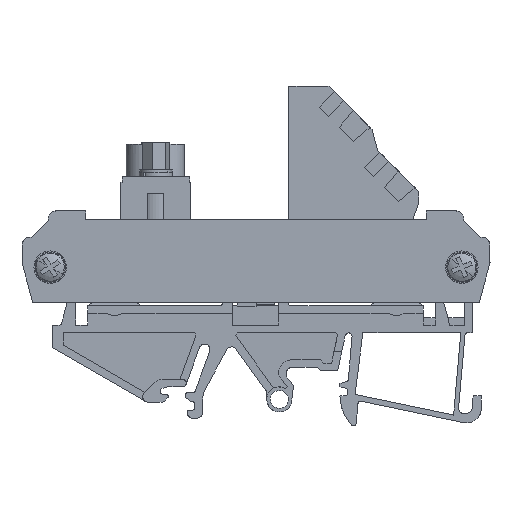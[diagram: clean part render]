
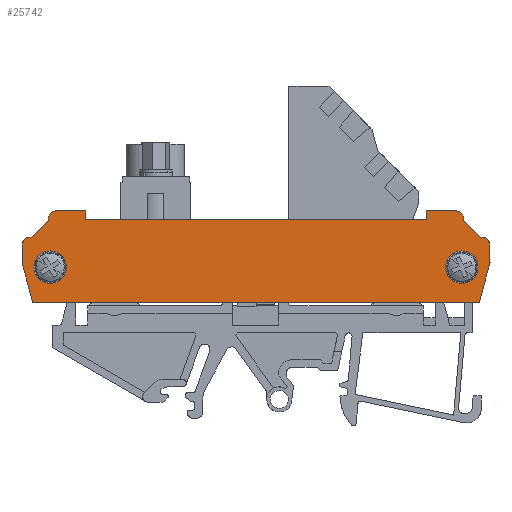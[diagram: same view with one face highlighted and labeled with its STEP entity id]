
A CAD part, left-side view. The second image highlights one B-rep face of the part: STEP entity #25742.
In plain terms, the highlighted planar face has unit normal (-1, 0, 0).
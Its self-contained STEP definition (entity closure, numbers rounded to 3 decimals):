
#585=AXIS2_PLACEMENT_3D('Circle Axis2P3D',#583,#584,$) ;
#626=AXIS2_PLACEMENT_3D('Circle Axis2P3D',#624,#625,$) ;
#25282=AXIS2_PLACEMENT_3D('Circle Axis2P3D',#25280,#25281,$) ;
#25300=AXIS2_PLACEMENT_3D('Circle Axis2P3D',#25298,#25299,$) ;
#25458=AXIS2_PLACEMENT_3D('Circle Axis2P3D',#25456,#25457,$) ;
#25501=AXIS2_PLACEMENT_3D('Circle Axis2P3D',#25499,#25500,$) ;
#25655=AXIS2_PLACEMENT_3D('Circle Axis2P3D',#25653,#25654,$) ;
#25698=AXIS2_PLACEMENT_3D('Circle Axis2P3D',#25696,#25697,$) ;
#25712=AXIS2_PLACEMENT_3D('Plane Axis2P3D',#25709,#25710,#25711) ;
#580=CARTESIAN_POINT('Vertex',(0.,8.2,29.252)) ;
#583=CARTESIAN_POINT('Axis2P3D Location',(0.,5.2,29.252)) ;
#587=CARTESIAN_POINT('Vertex',(0.,2.2,29.252)) ;
#621=CARTESIAN_POINT('Vertex',(0.,84.2,29.252)) ;
#624=CARTESIAN_POINT('Axis2P3D Location',(0.,81.2,29.252)) ;
#628=CARTESIAN_POINT('Vertex',(0.,78.2,29.252)) ;
#25104=CARTESIAN_POINT('Vertex',(0.,81.53,38.152)) ;
#25111=CARTESIAN_POINT('Vertex',(0.,81.53,37.922)) ;
#25114=CARTESIAN_POINT('Line Origine',(0.,81.53,38.037)) ;
#25252=CARTESIAN_POINT('Vertex',(0.,4.87,37.922)) ;
#25259=CARTESIAN_POINT('Vertex',(0.,4.87,38.152)) ;
#25262=CARTESIAN_POINT('Line Origine',(0.,4.87,38.037)) ;
#25280=CARTESIAN_POINT('Axis2P3D Location',(0.,81.2,29.252)) ;
#25298=CARTESIAN_POINT('Axis2P3D Location',(0.,5.2,29.252)) ;
#25320=CARTESIAN_POINT('Vertex',(0.,0.,30.084)) ;
#25327=CARTESIAN_POINT('Vertex',(0.,0.,33.292)) ;
#25330=CARTESIAN_POINT('Line Origine',(0.,0.,31.688)) ;
#25352=CARTESIAN_POINT('Vertex',(0.,1.965,22.752)) ;
#25355=CARTESIAN_POINT('Line Origine',(0.,0.982,26.418)) ;
#25373=CARTESIAN_POINT('Line Origine',(0.,43.2,22.752)) ;
#25377=CARTESIAN_POINT('Vertex',(0.,84.435,22.752)) ;
#25410=CARTESIAN_POINT('Vertex',(0.,86.4,30.084)) ;
#25413=CARTESIAN_POINT('Line Origine',(0.,85.418,26.418)) ;
#25435=CARTESIAN_POINT('Vertex',(0.,86.4,33.292)) ;
#25438=CARTESIAN_POINT('Line Origine',(0.,86.4,31.688)) ;
#25456=CARTESIAN_POINT('Axis2P3D Location',(0.,84.9,33.292)) ;
#25460=CARTESIAN_POINT('Vertex',(0.,84.677,34.775)) ;
#25481=CARTESIAN_POINT('Line Origine',(0.,83.103,36.349)) ;
#25499=CARTESIAN_POINT('Axis2P3D Location',(0.,80.03,38.152)) ;
#25503=CARTESIAN_POINT('Vertex',(0.,80.03,39.652)) ;
#25524=CARTESIAN_POINT('Line Origine',(0.,77.315,39.652)) ;
#25528=CARTESIAN_POINT('Vertex',(0.,74.6,39.652)) ;
#25551=CARTESIAN_POINT('Line Origine',(0.,74.6,38.852)) ;
#25555=CARTESIAN_POINT('Vertex',(0.,74.6,38.052)) ;
#25576=CARTESIAN_POINT('Line Origine',(0.,43.2,38.052)) ;
#25580=CARTESIAN_POINT('Vertex',(0.,11.8,38.052)) ;
#25601=CARTESIAN_POINT('Line Origine',(0.,11.8,38.852)) ;
#25605=CARTESIAN_POINT('Vertex',(0.,11.8,39.652)) ;
#25626=CARTESIAN_POINT('Line Origine',(0.,9.085,39.652)) ;
#25630=CARTESIAN_POINT('Vertex',(0.,6.37,39.652)) ;
#25653=CARTESIAN_POINT('Axis2P3D Location',(0.,6.37,38.152)) ;
#25675=CARTESIAN_POINT('Vertex',(0.,1.723,34.775)) ;
#25678=CARTESIAN_POINT('Line Origine',(0.,3.297,36.349)) ;
#25696=CARTESIAN_POINT('Axis2P3D Location',(0.,1.5,33.292)) ;
#25709=CARTESIAN_POINT('Axis2P3D Location',(0.,1.5,33.292)) ;
#584=DIRECTION('Axis2P3D Direction',(-1.,0.,0.)) ;
#625=DIRECTION('Axis2P3D Direction',(-1.,0.,0.)) ;
#25115=DIRECTION('Vector Direction',(0.,0.,-1.)) ;
#25263=DIRECTION('Vector Direction',(0.,0.,1.)) ;
#25281=DIRECTION('Axis2P3D Direction',(-1.,0.,0.)) ;
#25299=DIRECTION('Axis2P3D Direction',(-1.,0.,0.)) ;
#25331=DIRECTION('Vector Direction',(0.,0.,-1.)) ;
#25356=DIRECTION('Vector Direction',(0.,0.259,-0.966)) ;
#25374=DIRECTION('Vector Direction',(0.,1.,0.)) ;
#25414=DIRECTION('Vector Direction',(0.,0.259,0.966)) ;
#25439=DIRECTION('Vector Direction',(0.,0.,1.)) ;
#25457=DIRECTION('Axis2P3D Direction',(1.,0.,0.)) ;
#25482=DIRECTION('Vector Direction',(0.,-0.707,0.707)) ;
#25500=DIRECTION('Axis2P3D Direction',(1.,0.,0.)) ;
#25525=DIRECTION('Vector Direction',(0.,-1.,0.)) ;
#25552=DIRECTION('Vector Direction',(0.,0.,-1.)) ;
#25577=DIRECTION('Vector Direction',(0.,-1.,0.)) ;
#25602=DIRECTION('Vector Direction',(0.,0.,1.)) ;
#25627=DIRECTION('Vector Direction',(0.,-1.,0.)) ;
#25654=DIRECTION('Axis2P3D Direction',(1.,0.,0.)) ;
#25679=DIRECTION('Vector Direction',(0.,-0.707,-0.707)) ;
#25697=DIRECTION('Axis2P3D Direction',(1.,0.,0.)) ;
#25710=DIRECTION('Axis2P3D Direction',(1.,0.,0.)) ;
#25711=DIRECTION('Axis2P3D XDirection',(0.,1.,0.)) ;
#25116=VECTOR('Line Direction',#25115,1.) ;
#25264=VECTOR('Line Direction',#25263,1.) ;
#25332=VECTOR('Line Direction',#25331,1.) ;
#25357=VECTOR('Line Direction',#25356,1.) ;
#25375=VECTOR('Line Direction',#25374,1.) ;
#25415=VECTOR('Line Direction',#25414,1.) ;
#25440=VECTOR('Line Direction',#25439,1.) ;
#25483=VECTOR('Line Direction',#25482,1.) ;
#25526=VECTOR('Line Direction',#25525,1.) ;
#25553=VECTOR('Line Direction',#25552,1.) ;
#25578=VECTOR('Line Direction',#25577,1.) ;
#25603=VECTOR('Line Direction',#25602,1.) ;
#25628=VECTOR('Line Direction',#25627,1.) ;
#25680=VECTOR('Line Direction',#25679,1.) ;
#25715=ORIENTED_EDGE('',*,*,#25682,.F.) ;
#25716=ORIENTED_EDGE('',*,*,#25266,.T.) ;
#25717=ORIENTED_EDGE('',*,*,#25657,.F.) ;
#25718=ORIENTED_EDGE('',*,*,#25632,.F.) ;
#25719=ORIENTED_EDGE('',*,*,#25607,.F.) ;
#25720=ORIENTED_EDGE('',*,*,#25582,.F.) ;
#25721=ORIENTED_EDGE('',*,*,#25557,.F.) ;
#25722=ORIENTED_EDGE('',*,*,#25530,.F.) ;
#25723=ORIENTED_EDGE('',*,*,#25505,.F.) ;
#25724=ORIENTED_EDGE('',*,*,#25118,.T.) ;
#25725=ORIENTED_EDGE('',*,*,#25485,.F.) ;
#25726=ORIENTED_EDGE('',*,*,#25462,.F.) ;
#25727=ORIENTED_EDGE('',*,*,#25442,.F.) ;
#25728=ORIENTED_EDGE('',*,*,#25417,.F.) ;
#25729=ORIENTED_EDGE('',*,*,#25379,.F.) ;
#25730=ORIENTED_EDGE('',*,*,#25359,.F.) ;
#25731=ORIENTED_EDGE('',*,*,#25334,.F.) ;
#25732=ORIENTED_EDGE('',*,*,#25700,.F.) ;
#25735=ORIENTED_EDGE('',*,*,#25302,.F.) ;
#25736=ORIENTED_EDGE('',*,*,#589,.F.) ;
#25739=ORIENTED_EDGE('',*,*,#25284,.F.) ;
#25740=ORIENTED_EDGE('',*,*,#630,.F.) ;
#25737=FACE_BOUND('',#25734,.T.) ;
#25741=FACE_BOUND('',#25738,.T.) ;
#25742=ADVANCED_FACE('NONE',(#25733,#25737,#25741),#25713,.F.) ;
#586=CIRCLE('generated circle',#585,3.) ;
#627=CIRCLE('generated circle',#626,3.) ;
#25283=CIRCLE('generated circle',#25282,3.) ;
#25301=CIRCLE('generated circle',#25300,3.) ;
#25459=CIRCLE('generated circle',#25458,1.5) ;
#25502=CIRCLE('generated circle',#25501,1.5) ;
#25656=CIRCLE('generated circle',#25655,1.5) ;
#25699=CIRCLE('generated circle',#25698,1.5) ;
#589=EDGE_CURVE('',#581,#588,#586,.T.) ;
#630=EDGE_CURVE('',#622,#629,#627,.T.) ;
#25118=EDGE_CURVE('',#25105,#25112,#25117,.T.) ;
#25266=EDGE_CURVE('',#25253,#25260,#25265,.T.) ;
#25284=EDGE_CURVE('',#629,#622,#25283,.T.) ;
#25302=EDGE_CURVE('',#588,#581,#25301,.T.) ;
#25334=EDGE_CURVE('',#25328,#25321,#25333,.T.) ;
#25359=EDGE_CURVE('',#25321,#25353,#25358,.T.) ;
#25379=EDGE_CURVE('',#25353,#25378,#25376,.T.) ;
#25417=EDGE_CURVE('',#25378,#25411,#25416,.T.) ;
#25442=EDGE_CURVE('',#25411,#25436,#25441,.T.) ;
#25462=EDGE_CURVE('',#25436,#25461,#25459,.T.) ;
#25485=EDGE_CURVE('',#25461,#25112,#25484,.T.) ;
#25505=EDGE_CURVE('',#25105,#25504,#25502,.T.) ;
#25530=EDGE_CURVE('',#25504,#25529,#25527,.T.) ;
#25557=EDGE_CURVE('',#25529,#25556,#25554,.T.) ;
#25582=EDGE_CURVE('',#25556,#25581,#25579,.T.) ;
#25607=EDGE_CURVE('',#25581,#25606,#25604,.T.) ;
#25632=EDGE_CURVE('',#25606,#25631,#25629,.T.) ;
#25657=EDGE_CURVE('',#25631,#25260,#25656,.T.) ;
#25682=EDGE_CURVE('',#25253,#25676,#25681,.T.) ;
#25700=EDGE_CURVE('',#25676,#25328,#25699,.T.) ;
#25714=EDGE_LOOP('',(#25715,#25716,#25717,#25718,#25719,#25720,#25721,#25722,#25723,#25724,#25725,#25726,#25727,#25728,#25729,#25730,#25731,#25732)) ;
#25734=EDGE_LOOP('',(#25735,#25736)) ;
#25738=EDGE_LOOP('',(#25739,#25740)) ;
#25733=FACE_OUTER_BOUND('',#25714,.T.) ;
#25117=LINE('Line',#25114,#25116) ;
#25265=LINE('Line',#25262,#25264) ;
#25333=LINE('Line',#25330,#25332) ;
#25358=LINE('Line',#25355,#25357) ;
#25376=LINE('Line',#25373,#25375) ;
#25416=LINE('Line',#25413,#25415) ;
#25441=LINE('Line',#25438,#25440) ;
#25484=LINE('Line',#25481,#25483) ;
#25527=LINE('Line',#25524,#25526) ;
#25554=LINE('Line',#25551,#25553) ;
#25579=LINE('Line',#25576,#25578) ;
#25604=LINE('Line',#25601,#25603) ;
#25629=LINE('Line',#25626,#25628) ;
#25681=LINE('Line',#25678,#25680) ;
#25713=PLANE('',#25712) ;
#581=VERTEX_POINT('',#580) ;
#588=VERTEX_POINT('',#587) ;
#622=VERTEX_POINT('',#621) ;
#629=VERTEX_POINT('',#628) ;
#25105=VERTEX_POINT('',#25104) ;
#25112=VERTEX_POINT('',#25111) ;
#25253=VERTEX_POINT('',#25252) ;
#25260=VERTEX_POINT('',#25259) ;
#25321=VERTEX_POINT('',#25320) ;
#25328=VERTEX_POINT('',#25327) ;
#25353=VERTEX_POINT('',#25352) ;
#25378=VERTEX_POINT('',#25377) ;
#25411=VERTEX_POINT('',#25410) ;
#25436=VERTEX_POINT('',#25435) ;
#25461=VERTEX_POINT('',#25460) ;
#25504=VERTEX_POINT('',#25503) ;
#25529=VERTEX_POINT('',#25528) ;
#25556=VERTEX_POINT('',#25555) ;
#25581=VERTEX_POINT('',#25580) ;
#25606=VERTEX_POINT('',#25605) ;
#25631=VERTEX_POINT('',#25630) ;
#25676=VERTEX_POINT('',#25675) ;
